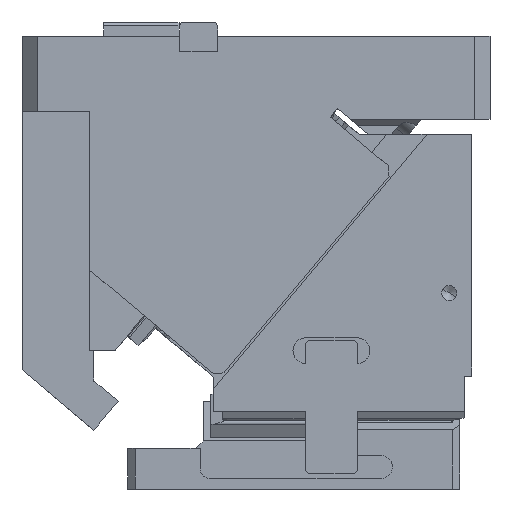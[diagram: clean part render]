
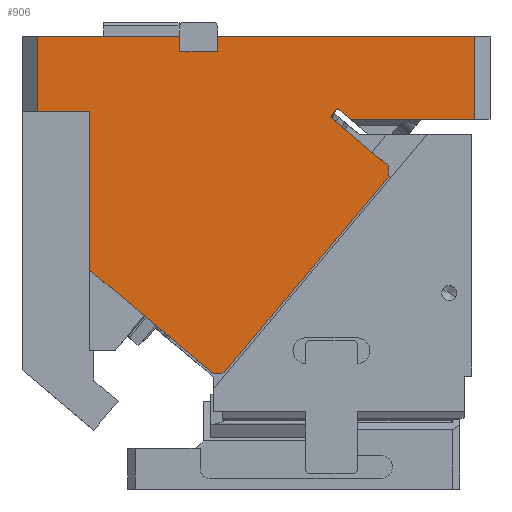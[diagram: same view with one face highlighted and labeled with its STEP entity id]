
A CAD part, front view. The second image highlights one B-rep face of the part: STEP entity #906.
In plain terms, the highlighted planar face has unit normal (0, -1, 0).
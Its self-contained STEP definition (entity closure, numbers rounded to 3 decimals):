
#302=CARTESIAN_POINT('Vertex',(-300.,-75.,170.)) ;
#305=CARTESIAN_POINT('Line Origine',(-252.75,-75.,170.)) ;
#309=CARTESIAN_POINT('Vertex',(-205.5,-75.,170.)) ;
#733=CARTESIAN_POINT('Line Origine',(-205.5,-75.,165.)) ;
#737=CARTESIAN_POINT('Vertex',(-205.5,-75.,160.)) ;
#752=CARTESIAN_POINT('Axis2P3D Location',(0.,-75.,120.)) ;
#757=CARTESIAN_POINT('Line Origine',(-282.5,-75.,120.)) ;
#761=CARTESIAN_POINT('Vertex',(-300.,-75.,120.)) ;
#763=CARTESIAN_POINT('Vertex',(-265.,-75.,120.)) ;
#766=CARTESIAN_POINT('Line Origine',(-265.,-75.,67.545)) ;
#770=CARTESIAN_POINT('Vertex',(-265.,-75.,15.09)) ;
#773=CARTESIAN_POINT('Line Origine',(-224.104,-75.,-19.225)) ;
#777=CARTESIAN_POINT('Vertex',(-183.209,-75.,-53.541)) ;
#780=CARTESIAN_POINT('Line Origine',(-179.687,-75.,-53.233)) ;
#784=CARTESIAN_POINT('Vertex',(-176.164,-75.,-52.924)) ;
#787=CARTESIAN_POINT('Line Origine',(-121.527,-75.,12.189)) ;
#791=CARTESIAN_POINT('Vertex',(-66.891,-75.,77.303)) ;
#794=CARTESIAN_POINT('Line Origine',(-67.199,-75.,80.825)) ;
#798=CARTESIAN_POINT('Vertex',(-67.507,-75.,84.347)) ;
#801=CARTESIAN_POINT('Line Origine',(-86.668,-75.,100.426)) ;
#805=CARTESIAN_POINT('Vertex',(-105.83,-75.,116.504)) ;
#808=CARTESIAN_POINT('Line Origine',(-105.283,-75.,117.155)) ;
#812=CARTESIAN_POINT('Vertex',(-104.737,-75.,117.806)) ;
#816=CARTESIAN_POINT('Control Point',(-104.737,-75.,117.806)) ;
#817=CARTESIAN_POINT('Control Point',(-104.712,-75.,117.837)) ;
#818=CARTESIAN_POINT('Control Point',(-104.684,-75.,117.865)) ;
#819=CARTESIAN_POINT('Control Point',(-104.654,-75.,117.892)) ;
#820=CARTESIAN_POINT('Control Point',(-104.623,-75.,117.917)) ;
#821=CARTESIAN_POINT('Control Point',(-104.59,-75.,117.939)) ;
#822=CARTESIAN_POINT('Vertex',(-104.59,-75.,117.939)) ;
#825=CARTESIAN_POINT('Line Origine',(-103.046,-75.,119.779)) ;
#829=CARTESIAN_POINT('Vertex',(-101.502,-75.,121.619)) ;
#832=CARTESIAN_POINT('Axis2P3D Location',(-100.89,-75.,121.105)) ;
#836=CARTESIAN_POINT('Vertex',(-100.375,-75.,121.718)) ;
#839=CARTESIAN_POINT('Line Origine',(-96.372,-75.,118.359)) ;
#843=CARTESIAN_POINT('Vertex',(-92.369,-75.,115.)) ;
#846=CARTESIAN_POINT('Line Origine',(-51.185,-75.,115.)) ;
#850=CARTESIAN_POINT('Vertex',(-10.,-75.,115.)) ;
#853=CARTESIAN_POINT('Line Origine',(-10.,-75.,142.5)) ;
#857=CARTESIAN_POINT('Vertex',(-10.,-75.,170.)) ;
#860=CARTESIAN_POINT('Line Origine',(-95.25,-75.,170.)) ;
#864=CARTESIAN_POINT('Vertex',(-180.5,-75.,170.)) ;
#867=CARTESIAN_POINT('Line Origine',(-180.5,-75.,165.)) ;
#871=CARTESIAN_POINT('Vertex',(-180.5,-75.,160.)) ;
#874=CARTESIAN_POINT('Line Origine',(-193.,-75.,160.)) ;
#879=CARTESIAN_POINT('Line Origine',(-300.,-75.,145.)) ;
#306=DIRECTION('Vector Direction',(-1.,0.,0.)) ;
#734=DIRECTION('Vector Direction',(0.,0.,1.)) ;
#753=DIRECTION('Axis2P3D Direction',(0.,1.,0.)) ;
#754=DIRECTION('Axis2P3D XDirection',(-1.,0.,0.)) ;
#758=DIRECTION('Vector Direction',(1.,0.,0.)) ;
#767=DIRECTION('Vector Direction',(0.,0.,-1.)) ;
#774=DIRECTION('Vector Direction',(-0.766,0.,0.643)) ;
#781=DIRECTION('Vector Direction',(-0.996,0.,-0.087)) ;
#788=DIRECTION('Vector Direction',(-0.643,0.,-0.766)) ;
#795=DIRECTION('Vector Direction',(-0.087,0.,0.996)) ;
#802=DIRECTION('Vector Direction',(-0.766,0.,0.643)) ;
#809=DIRECTION('Vector Direction',(0.643,0.,0.766)) ;
#826=DIRECTION('Vector Direction',(0.643,0.,0.766)) ;
#833=DIRECTION('Axis2P3D Direction',(0.,1.,0.)) ;
#840=DIRECTION('Vector Direction',(0.766,0.,-0.643)) ;
#847=DIRECTION('Vector Direction',(1.,0.,0.)) ;
#854=DIRECTION('Vector Direction',(0.,0.,1.)) ;
#861=DIRECTION('Vector Direction',(-1.,0.,0.)) ;
#868=DIRECTION('Vector Direction',(0.,0.,1.)) ;
#875=DIRECTION('Vector Direction',(1.,0.,0.)) ;
#880=DIRECTION('Vector Direction',(0.,0.,-1.)) ;
#755=AXIS2_PLACEMENT_3D('Plane Axis2P3D',#752,#753,#754) ;
#834=AXIS2_PLACEMENT_3D('Circle Axis2P3D',#832,#833,$) ;
#885=ORIENTED_EDGE('',*,*,#765,.T.) ;
#886=ORIENTED_EDGE('',*,*,#772,.T.) ;
#887=ORIENTED_EDGE('',*,*,#779,.F.) ;
#888=ORIENTED_EDGE('',*,*,#786,.F.) ;
#889=ORIENTED_EDGE('',*,*,#793,.F.) ;
#890=ORIENTED_EDGE('',*,*,#800,.T.) ;
#891=ORIENTED_EDGE('',*,*,#807,.T.) ;
#892=ORIENTED_EDGE('',*,*,#814,.T.) ;
#893=ORIENTED_EDGE('',*,*,#824,.T.) ;
#894=ORIENTED_EDGE('',*,*,#831,.T.) ;
#895=ORIENTED_EDGE('',*,*,#838,.T.) ;
#896=ORIENTED_EDGE('',*,*,#845,.T.) ;
#897=ORIENTED_EDGE('',*,*,#852,.T.) ;
#898=ORIENTED_EDGE('',*,*,#859,.T.) ;
#899=ORIENTED_EDGE('',*,*,#866,.T.) ;
#900=ORIENTED_EDGE('',*,*,#873,.F.) ;
#901=ORIENTED_EDGE('',*,*,#878,.F.) ;
#902=ORIENTED_EDGE('',*,*,#739,.T.) ;
#903=ORIENTED_EDGE('',*,*,#311,.T.) ;
#904=ORIENTED_EDGE('',*,*,#883,.T.) ;
#307=VECTOR('Line Direction',#306,1.) ;
#735=VECTOR('Line Direction',#734,1.) ;
#759=VECTOR('Line Direction',#758,1.) ;
#768=VECTOR('Line Direction',#767,1.) ;
#775=VECTOR('Line Direction',#774,1.) ;
#782=VECTOR('Line Direction',#781,1.) ;
#789=VECTOR('Line Direction',#788,1.) ;
#796=VECTOR('Line Direction',#795,1.) ;
#803=VECTOR('Line Direction',#802,1.) ;
#810=VECTOR('Line Direction',#809,1.) ;
#827=VECTOR('Line Direction',#826,1.) ;
#841=VECTOR('Line Direction',#840,1.) ;
#848=VECTOR('Line Direction',#847,1.) ;
#855=VECTOR('Line Direction',#854,1.) ;
#862=VECTOR('Line Direction',#861,1.) ;
#869=VECTOR('Line Direction',#868,1.) ;
#876=VECTOR('Line Direction',#875,1.) ;
#881=VECTOR('Line Direction',#880,1.) ;
#906=ADVANCED_FACE('CAM HOLDER',(#905),#756,.F.) ;
#815=B_SPLINE_CURVE_WITH_KNOTS('',5,(#816,#817,#818,#819,#820,#821),.UNSPECIFIED.,.F.,.U.,(6,6),(0.,0.281),.UNSPECIFIED.) ;
#835=CIRCLE('generated circle',#834,0.8) ;
#311=EDGE_CURVE('',#310,#303,#308,.T.) ;
#739=EDGE_CURVE('',#738,#310,#736,.T.) ;
#765=EDGE_CURVE('',#762,#764,#760,.T.) ;
#772=EDGE_CURVE('',#764,#771,#769,.T.) ;
#779=EDGE_CURVE('',#778,#771,#776,.T.) ;
#786=EDGE_CURVE('',#785,#778,#783,.T.) ;
#793=EDGE_CURVE('',#792,#785,#790,.T.) ;
#800=EDGE_CURVE('',#792,#799,#797,.T.) ;
#807=EDGE_CURVE('',#799,#806,#804,.T.) ;
#814=EDGE_CURVE('',#806,#813,#811,.T.) ;
#824=EDGE_CURVE('',#813,#823,#815,.T.) ;
#831=EDGE_CURVE('',#823,#830,#828,.T.) ;
#838=EDGE_CURVE('',#830,#837,#835,.T.) ;
#845=EDGE_CURVE('',#837,#844,#842,.T.) ;
#852=EDGE_CURVE('',#844,#851,#849,.T.) ;
#859=EDGE_CURVE('',#851,#858,#856,.T.) ;
#866=EDGE_CURVE('',#858,#865,#863,.T.) ;
#873=EDGE_CURVE('',#872,#865,#870,.T.) ;
#878=EDGE_CURVE('',#738,#872,#877,.T.) ;
#883=EDGE_CURVE('',#303,#762,#882,.T.) ;
#884=EDGE_LOOP('',(#885,#886,#887,#888,#889,#890,#891,#892,#893,#894,#895,#896,#897,#898,#899,#900,#901,#902,#903,#904)) ;
#905=FACE_OUTER_BOUND('',#884,.T.) ;
#308=LINE('Line',#305,#307) ;
#736=LINE('Line',#733,#735) ;
#760=LINE('Line',#757,#759) ;
#769=LINE('Line',#766,#768) ;
#776=LINE('Line',#773,#775) ;
#783=LINE('Line',#780,#782) ;
#790=LINE('Line',#787,#789) ;
#797=LINE('Line',#794,#796) ;
#804=LINE('Line',#801,#803) ;
#811=LINE('Line',#808,#810) ;
#828=LINE('Line',#825,#827) ;
#842=LINE('Line',#839,#841) ;
#849=LINE('Line',#846,#848) ;
#856=LINE('Line',#853,#855) ;
#863=LINE('Line',#860,#862) ;
#870=LINE('Line',#867,#869) ;
#877=LINE('Line',#874,#876) ;
#882=LINE('Line',#879,#881) ;
#756=PLANE('Plane',#755) ;
#303=VERTEX_POINT('',#302) ;
#310=VERTEX_POINT('',#309) ;
#738=VERTEX_POINT('',#737) ;
#762=VERTEX_POINT('',#761) ;
#764=VERTEX_POINT('',#763) ;
#771=VERTEX_POINT('',#770) ;
#778=VERTEX_POINT('',#777) ;
#785=VERTEX_POINT('',#784) ;
#792=VERTEX_POINT('',#791) ;
#799=VERTEX_POINT('',#798) ;
#806=VERTEX_POINT('',#805) ;
#813=VERTEX_POINT('',#812) ;
#823=VERTEX_POINT('',#822) ;
#830=VERTEX_POINT('',#829) ;
#837=VERTEX_POINT('',#836) ;
#844=VERTEX_POINT('',#843) ;
#851=VERTEX_POINT('',#850) ;
#858=VERTEX_POINT('',#857) ;
#865=VERTEX_POINT('',#864) ;
#872=VERTEX_POINT('',#871) ;
